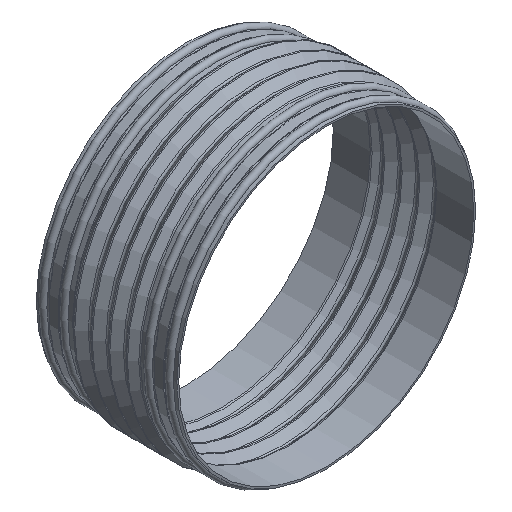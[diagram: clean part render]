
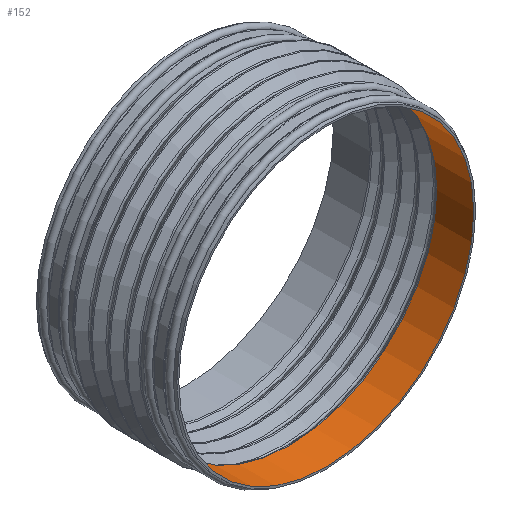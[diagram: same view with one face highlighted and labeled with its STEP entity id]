
A CAD part, isometric view. The second image highlights one B-rep face of the part: STEP entity #152.
In plain terms, the highlighted cylindrical face has radius 157.5 mm (diameter 315 mm), a full revolution.
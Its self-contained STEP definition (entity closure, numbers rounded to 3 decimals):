
#152 = ADVANCED_FACE( '', ( #383, #384 ), #385, .F. );
#383 = FACE_OUTER_BOUND( '', #730, .T. );
#384 = FACE_OUTER_BOUND( '', #731, .T. );
#385 = CYLINDRICAL_SURFACE( '', #732, 157.5 );
#730 = EDGE_LOOP( '', ( #1150 ) );
#731 = EDGE_LOOP( '', ( #1151 ) );
#732 = AXIS2_PLACEMENT_3D( '', #1152, #1153, #1154 );
#1150 = ORIENTED_EDGE( '', *, *, #1806, .T. );
#1151 = ORIENTED_EDGE( '', *, *, #1726, .F. );
#1152 = CARTESIAN_POINT( '', ( 0., 0., 0. ) );
#1153 = DIRECTION( '', ( 0., 1., 0. ) );
#1154 = DIRECTION( '', ( 0., 0., -1. ) );
#1726 = EDGE_CURVE( '', #2002, #2002, #2003, .T. );
#1806 = EDGE_CURVE( '', #2134, #2134, #2135, .T. );
#2002 = VERTEX_POINT( '', #2392 );
#2003 = CIRCLE( '', #2393, 157.5 );
#2134 = VERTEX_POINT( '', #2565 );
#2135 = CIRCLE( '', #2566, 157.5 );
#2392 = CARTESIAN_POINT( '', ( 0., 39.5, -157.5 ) );
#2393 = AXIS2_PLACEMENT_3D( '', #2864, #2865, #2866 );
#2565 = CARTESIAN_POINT( '', ( 0., 0., -157.5 ) );
#2566 = AXIS2_PLACEMENT_3D( '', #2968, #2969, #2970 );
#2864 = CARTESIAN_POINT( '', ( 0., 39.5, 0. ) );
#2865 = DIRECTION( '', ( 0., -1., 0. ) );
#2866 = DIRECTION( '', ( 0., 0., -1. ) );
#2968 = CARTESIAN_POINT( '', ( 0., 0., 0. ) );
#2969 = DIRECTION( '', ( 0., -1., 0. ) );
#2970 = DIRECTION( '', ( 0., 0., -1. ) );
